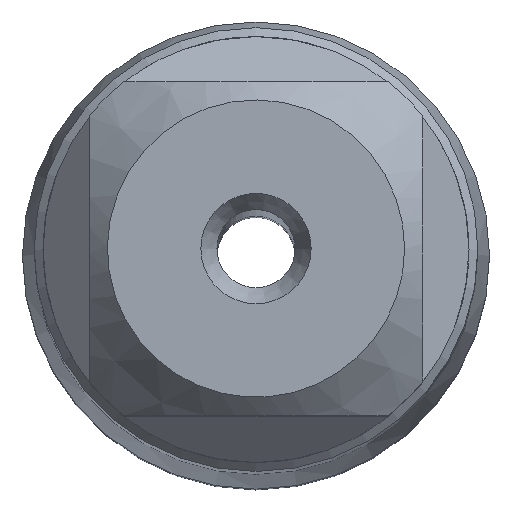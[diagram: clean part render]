
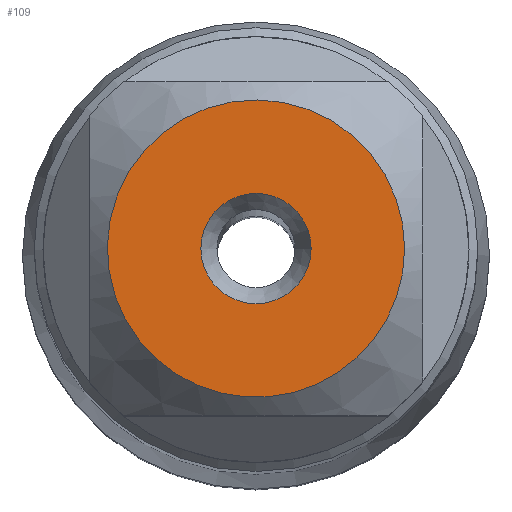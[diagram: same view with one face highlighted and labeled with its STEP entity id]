
A CAD part, top view. The second image highlights one B-rep face of the part: STEP entity #109.
In plain terms, the highlighted planar face has unit normal (0, 0, 1).
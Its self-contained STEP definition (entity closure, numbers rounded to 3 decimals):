
#50=PLANE('',#486);
#109=ADVANCED_FACE('',(#152,#153),#50,.F.);
#152=FACE_BOUND('',#192,.T.);
#153=FACE_BOUND('',#193,.T.);
#192=EDGE_LOOP('',(#262));
#193=EDGE_LOOP('',(#263));
#262=ORIENTED_EDGE('',*,*,#374,.T.);
#263=ORIENTED_EDGE('',*,*,#345,.T.);
#310=VERTEX_POINT('',#677);
#335=VERTEX_POINT('',#759);
#345=EDGE_CURVE('',#310,#310,#388,.T.);
#374=EDGE_CURVE('',#335,#335,#401,.T.);
#388=CIRCLE('',#460,3.233);
#401=CIRCLE('',#485,1.2);
#460=AXIS2_PLACEMENT_3D('',#676,#526,#527);
#485=AXIS2_PLACEMENT_3D('',#758,#584,#585);
#486=AXIS2_PLACEMENT_3D('',#760,#586,#587);
#526=DIRECTION('',(0.,0.,1.));
#527=DIRECTION('',(1.,0.,0.));
#584=DIRECTION('',(0.,0.,-1.));
#585=DIRECTION('',(-1.,0.,0.));
#586=DIRECTION('',(0.,0.,-1.));
#587=DIRECTION('',(-1.,0.,0.));
#676=CARTESIAN_POINT('',(0.,0.,0.));
#677=CARTESIAN_POINT('',(3.233,0.,0.));
#758=CARTESIAN_POINT('',(0.,0.,0.));
#759=CARTESIAN_POINT('',(-1.2,0.,0.));
#760=CARTESIAN_POINT('',(5.026,0.,0.));
